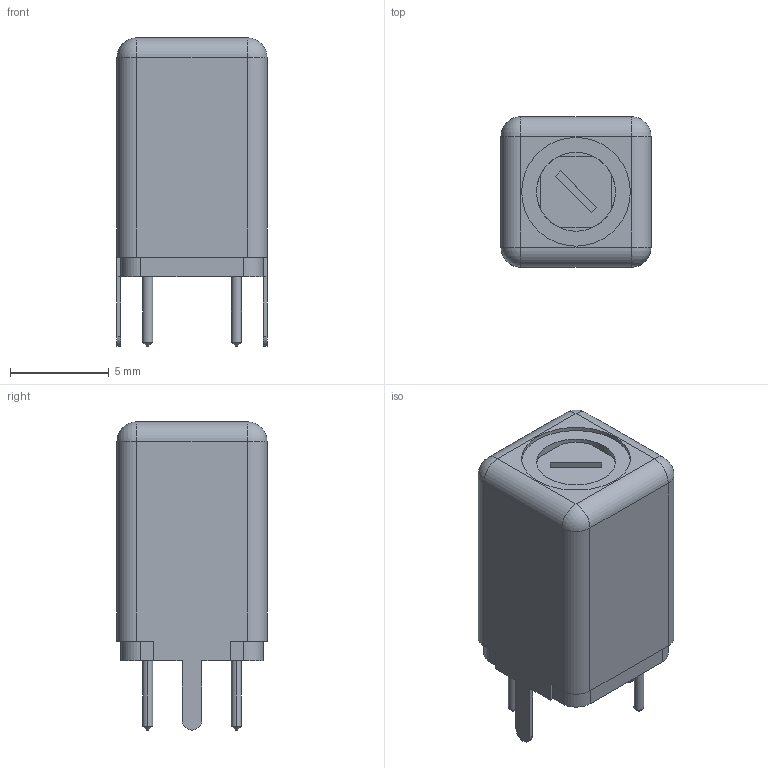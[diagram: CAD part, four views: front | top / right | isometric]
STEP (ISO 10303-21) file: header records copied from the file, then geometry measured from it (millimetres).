
FILE_DESCRIPTION (( 'STEP AP214' ), '1' );
FILE_NAME ('User Library-Coils_150_SL.STEP', '2021-11-27T22:10:30', ( '' ), ( '' ), 'SwSTEP 2.0', 'SolidWorks 2021', '' );
FILE_SCHEMA (( 'AUTOMOTIVE_DESIGN' ));
Length unit declared in the file: millimetre
Products named in the file (1): User Library-Coils_150_SL
Bounding box: 7.6 x 7.6 x 15.61 mm (x, y, z)
Volume: 673.8 mm3; surface area: 608.4 mm2
Topology: 2 solids, 2 shells, 81 faces, 198 edges, 123 vertices
Faces by surface type: plane 45, cylinder 26, cone 6, sphere 4
Entity records: 2385 total; most frequent: DIRECTION 424, CARTESIAN_POINT 399, ORIENTED_EDGE 388, EDGE_CURVE 194, AXIS2_PLACEMENT_3D 148, VECTOR 128, LINE 128, VERTEX_POINT 123
